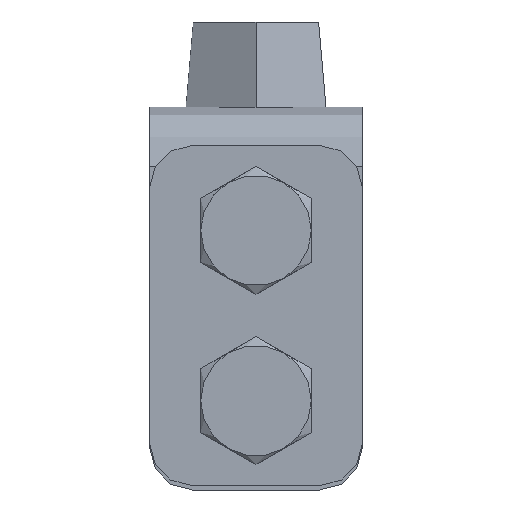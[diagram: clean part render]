
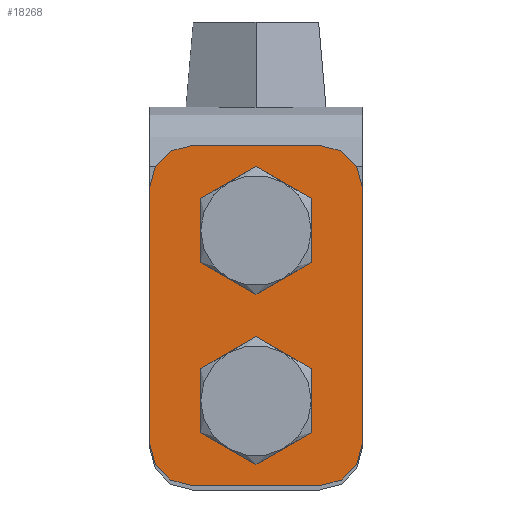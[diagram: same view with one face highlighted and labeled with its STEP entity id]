
A CAD part, front view. The second image highlights one B-rep face of the part: STEP entity #18268.
In plain terms, the highlighted planar face has unit normal (0, -1, 0).
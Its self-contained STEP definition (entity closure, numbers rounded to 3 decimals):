
#43 = CARTESIAN_POINT ( 'NONE',  ( -15., -2.5, 12.5 ) ) ;
#134 = VERTEX_POINT ( 'NONE', #13884 ) ;
#226 = ORIENTED_EDGE ( 'NONE', *, *, #15931, .F. ) ;
#406 = CIRCLE ( 'NONE', #13883, 4.75 ) ;
#469 = CARTESIAN_POINT ( 'NONE',  ( -10., -2.5, -4.75 ) ) ;
#810 = CARTESIAN_POINT ( 'NONE',  ( -10., -2.5, 0. ) ) ;
#826 = CARTESIAN_POINT ( 'NONE',  ( -20., -2.5, -12.5 ) ) ;
#1048 = DIRECTION ( 'NONE',  ( 0., 1., 0. ) ) ;
#1094 = CARTESIAN_POINT ( 'NONE',  ( 10., -2.5, -4.75 ) ) ;
#1163 = EDGE_CURVE ( 'NONE', #5394, #3925, #4661, .T. ) ;
#1585 = EDGE_CURVE ( 'NONE', #2509, #7718, #6218, .T. ) ;
#1608 = VERTEX_POINT ( 'NONE', #1094 ) ;
#1670 = AXIS2_PLACEMENT_3D ( 'NONE', #9765, #1048, #9526 ) ;
#1804 = ORIENTED_EDGE ( 'NONE', *, *, #6849, .F. ) ;
#1812 = EDGE_CURVE ( 'NONE', #5394, #7718, #11973, .T. ) ;
#1970 = VECTOR ( 'NONE', #5764, 1000. ) ;
#2252 = VERTEX_POINT ( 'NONE', #11780 ) ;
#2508 = DIRECTION ( 'NONE',  ( -1., 0., 0. ) ) ;
#2509 = VERTEX_POINT ( 'NONE', #43 ) ;
#2671 = VERTEX_POINT ( 'NONE', #469 ) ;
#2726 = DIRECTION ( 'NONE',  ( 0., 0., 1. ) ) ;
#2779 = CIRCLE ( 'NONE', #6445, 5. ) ;
#2903 = EDGE_LOOP ( 'NONE', ( #11616, #8693 ) ) ;
#2921 = ORIENTED_EDGE ( 'NONE', *, *, #1163, .T. ) ;
#3040 = DIRECTION ( 'NONE',  ( 0., 0., 1. ) ) ;
#3222 = DIRECTION ( 'NONE',  ( 0., -1., 0. ) ) ;
#3396 = AXIS2_PLACEMENT_3D ( 'NONE', #12837, #4338, #2726 ) ;
#3639 = CIRCLE ( 'NONE', #14081, 4.75 ) ;
#3925 = VERTEX_POINT ( 'NONE', #5760 ) ;
#4260 = VERTEX_POINT ( 'NONE', #5359 ) ;
#4272 = CIRCLE ( 'NONE', #8875, 4.75 ) ;
#4338 = DIRECTION ( 'NONE',  ( 0., -1., 0. ) ) ;
#4661 = CIRCLE ( 'NONE', #3396, 5. ) ;
#4679 = DIRECTION ( 'NONE',  ( 0., 0., 1. ) ) ;
#5074 = DIRECTION ( 'NONE',  ( 0., 0., 1. ) ) ;
#5136 = DIRECTION ( 'NONE',  ( 0., 1., 0. ) ) ;
#5220 = EDGE_LOOP ( 'NONE', ( #17909, #9543 ) ) ;
#5278 = CARTESIAN_POINT ( 'NONE',  ( -20., -2.5, 7.5 ) ) ;
#5359 = CARTESIAN_POINT ( 'NONE',  ( 15., -2.5, 12.5 ) ) ;
#5394 = VERTEX_POINT ( 'NONE', #8278 ) ;
#5760 = CARTESIAN_POINT ( 'NONE',  ( -15., -2.5, -12.5 ) ) ;
#5764 = DIRECTION ( 'NONE',  ( 1., 0., 0. ) ) ;
#5830 = EDGE_CURVE ( 'NONE', #8045, #15315, #6778, .T. ) ;
#6218 = CIRCLE ( 'NONE', #11229, 5. ) ;
#6403 = ORIENTED_EDGE ( 'NONE', *, *, #5830, .F. ) ;
#6430 = DIRECTION ( 'NONE',  ( 0., 1., 0. ) ) ;
#6443 = CARTESIAN_POINT ( 'NONE',  ( 20., -2.5, 7.5 ) ) ;
#6445 = AXIS2_PLACEMENT_3D ( 'NONE', #8750, #3222, #3040 ) ;
#6448 = EDGE_CURVE ( 'NONE', #2252, #15315, #2779, .T. ) ;
#6526 = DIRECTION ( 'NONE',  ( 0., 0., 1. ) ) ;
#6778 = LINE ( 'NONE', #8701, #10752 ) ;
#6809 = DIRECTION ( 'NONE',  ( 0., -1., 0. ) ) ;
#6817 = VERTEX_POINT ( 'NONE', #12560 ) ;
#6849 = EDGE_CURVE ( 'NONE', #2252, #3925, #15860, .T. ) ;
#7718 = VERTEX_POINT ( 'NONE', #5278 ) ;
#7769 = VECTOR ( 'NONE', #6526, 1000. ) ;
#8045 = VERTEX_POINT ( 'NONE', #6443 ) ;
#8172 = CARTESIAN_POINT ( 'NONE',  ( -15., -2.5, 7.5 ) ) ;
#8278 = CARTESIAN_POINT ( 'NONE',  ( -20., -2.5, -7.5 ) ) ;
#8332 = VECTOR ( 'NONE', #2508, 1000. ) ;
#8440 = EDGE_CURVE ( 'NONE', #134, #1608, #3639, .T. ) ;
#8693 = ORIENTED_EDGE ( 'NONE', *, *, #8440, .T. ) ;
#8701 = CARTESIAN_POINT ( 'NONE',  ( 20., -2.5, -12.5 ) ) ;
#8750 = CARTESIAN_POINT ( 'NONE',  ( 15., -2.5, -7.5 ) ) ;
#8811 = ORIENTED_EDGE ( 'NONE', *, *, #1812, .F. ) ;
#8865 = ORIENTED_EDGE ( 'NONE', *, *, #1585, .T. ) ;
#8875 = AXIS2_PLACEMENT_3D ( 'NONE', #810, #5136, #5074 ) ;
#9261 = DIRECTION ( 'NONE',  ( 0., 0., 1. ) ) ;
#9420 = DIRECTION ( 'NONE',  ( 0., 0., 1. ) ) ;
#9496 = EDGE_CURVE ( 'NONE', #6817, #2671, #4272, .T. ) ;
#9526 = DIRECTION ( 'NONE',  ( 0., 0., 1. ) ) ;
#9543 = ORIENTED_EDGE ( 'NONE', *, *, #9496, .T. ) ;
#9765 = CARTESIAN_POINT ( 'NONE',  ( -10., -2.5, 0. ) ) ;
#10691 = AXIS2_PLACEMENT_3D ( 'NONE', #16187, #14836, #9261 ) ;
#10752 = VECTOR ( 'NONE', #15682, 1000. ) ;
#10774 = FACE_OUTER_BOUND ( 'NONE', #11911, .T. ) ;
#10796 = FACE_BOUND ( 'NONE', #5220, .T. ) ;
#11187 = CARTESIAN_POINT ( 'NONE',  ( -20., -2.5, -12.5 ) ) ;
#11229 = AXIS2_PLACEMENT_3D ( 'NONE', #8172, #6809, #16691 ) ;
#11503 = LINE ( 'NONE', #17259, #1970 ) ;
#11616 = ORIENTED_EDGE ( 'NONE', *, *, #16652, .T. ) ;
#11711 = DIRECTION ( 'NONE',  ( 0., 0., 1. ) ) ;
#11780 = CARTESIAN_POINT ( 'NONE',  ( 15., -2.5, -12.5 ) ) ;
#11884 = CARTESIAN_POINT ( 'NONE',  ( 10., -2.5, 0. ) ) ;
#11911 = EDGE_LOOP ( 'NONE', ( #226, #8865, #8811, #2921, #1804, #17643, #6403, #14358 ) ) ;
#11973 = LINE ( 'NONE', #826, #7769 ) ;
#12144 = CIRCLE ( 'NONE', #1670, 4.75 ) ;
#12560 = CARTESIAN_POINT ( 'NONE',  ( -10., -2.5, 4.75 ) ) ;
#12837 = CARTESIAN_POINT ( 'NONE',  ( -15., -2.5, -7.5 ) ) ;
#12858 = CARTESIAN_POINT ( 'NONE',  ( 20., -2.5, -7.5 ) ) ;
#13186 = DIRECTION ( 'NONE',  ( 0., 1., 0. ) ) ;
#13254 = PLANE ( 'NONE',  #10691 ) ;
#13713 = DIRECTION ( 'NONE',  ( 0., -1., 0. ) ) ;
#13770 = CARTESIAN_POINT ( 'NONE',  ( 15., -2.5, 7.5 ) ) ;
#13780 = EDGE_CURVE ( 'NONE', #8045, #4260, #17950, .T. ) ;
#13883 = AXIS2_PLACEMENT_3D ( 'NONE', #11884, #13186, #4679 ) ;
#13884 = CARTESIAN_POINT ( 'NONE',  ( 10., -2.5, 4.75 ) ) ;
#14081 = AXIS2_PLACEMENT_3D ( 'NONE', #17742, #6430, #11711 ) ;
#14358 = ORIENTED_EDGE ( 'NONE', *, *, #13780, .T. ) ;
#14836 = DIRECTION ( 'NONE',  ( 0., 1., 0. ) ) ;
#15191 = FACE_BOUND ( 'NONE', #2903, .T. ) ;
#15315 = VERTEX_POINT ( 'NONE', #12858 ) ;
#15682 = DIRECTION ( 'NONE',  ( 0., 0., -1. ) ) ;
#15860 = LINE ( 'NONE', #11187, #8332 ) ;
#15931 = EDGE_CURVE ( 'NONE', #2509, #4260, #11503, .T. ) ;
#16187 = CARTESIAN_POINT ( 'NONE',  ( 0., -2.5, 0. ) ) ;
#16652 = EDGE_CURVE ( 'NONE', #1608, #134, #406, .T. ) ;
#16691 = DIRECTION ( 'NONE',  ( 0., 0., 1. ) ) ;
#16812 = AXIS2_PLACEMENT_3D ( 'NONE', #13770, #13713, #9420 ) ;
#17259 = CARTESIAN_POINT ( 'NONE',  ( -20., -2.5, 12.5 ) ) ;
#17309 = EDGE_CURVE ( 'NONE', #2671, #6817, #12144, .T. ) ;
#17643 = ORIENTED_EDGE ( 'NONE', *, *, #6448, .T. ) ;
#17742 = CARTESIAN_POINT ( 'NONE',  ( 10., -2.5, 0. ) ) ;
#17909 = ORIENTED_EDGE ( 'NONE', *, *, #17309, .T. ) ;
#17950 = CIRCLE ( 'NONE', #16812, 5. ) ;
#18268 = ADVANCED_FACE ( 'NONE', ( #15191, #10796, #10774 ), #13254, .F. ) ;
